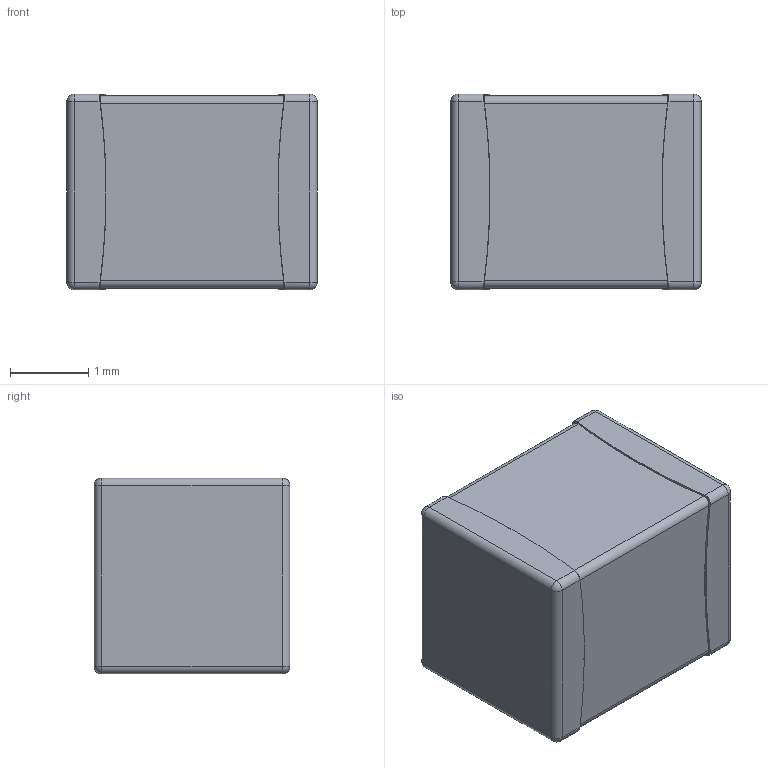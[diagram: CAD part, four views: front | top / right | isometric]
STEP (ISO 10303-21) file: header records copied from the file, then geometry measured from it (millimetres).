
FILE_DESCRIPTION (( 'STEP AP214' ), '1' );
FILE_NAME ('C1210_L3.2-W2.5-H2.5.step', '2024-11-07T03:36:08', ( '' ), ( '' ), 'SwSTEP 2.0', 'SolidWorks 2021', '' );
FILE_SCHEMA (( 'AUTOMOTIVE_DESIGN' ));
Length unit declared in the file: millimetre
Products named in the file (1): C1210_L3.2-W2.5-H2.5
Bounding box: 3.2 x 2.5 x 2.5 mm (x, y, z)
Volume: 19.5 mm3; surface area: 43.1 mm2
Topology: 1 solids, 1 shells, 282 faces, 759 edges, 490 vertices
Faces by surface type: plane 148, bspline 98, cylinder 20, sphere 16
Entity records: 12567 total; most frequent: CARTESIAN_POINT 3070, ORIENTED_EDGE 1502, DIRECTION 977, EDGE_CURVE 751, VERTEX_POINT 490, LINE 463, VECTOR 463, EDGE_LOOP 301
